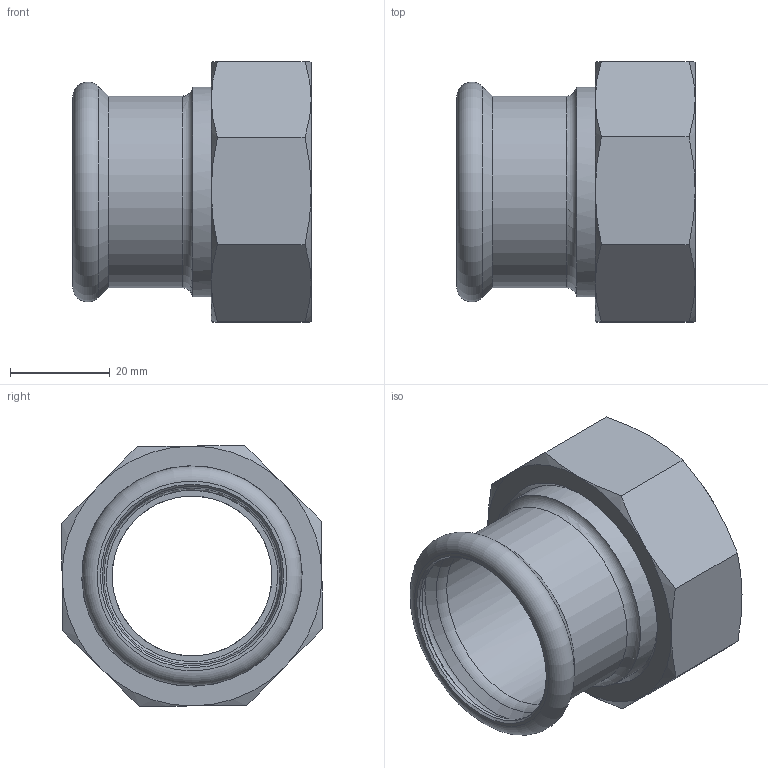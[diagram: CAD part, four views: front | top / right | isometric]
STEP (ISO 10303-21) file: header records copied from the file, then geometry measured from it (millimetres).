
FILE_DESCRIPTION(/* description */ (''),/* implementation_level */ '2;1');
FILE_NAME(/* name */ '45036.stp',/* time_stamp */ '2023-09-08T11:34:50+02:00',/* author */ ('JANAN'),/* organization */ (''),/* preprocessor_version */ 'ST-DEVELOPER v19.2',/* originating_system */ 'Autodesk Inventor 2023',/* authorisation */ '');
FILE_SCHEMA (('AUTOMOTIVE_DESIGN { 1 0 10303 214 3 1 1 }'));
Length unit declared in the file: millimetre
Products named in the file (1): tmpE6F1.tmp
Bounding box: 47.7 x 52.18 x 52.18 mm (x, y, z)
Volume: 26696.1 mm3; surface area: 20051.3 mm2
Topology: 3 solids, 3 shells, 56 faces, 114 edges, 66 vertices
Faces by surface type: cone 24, plane 16, cylinder 10, torus 6
Full cylindrical faces by diameter (mm): 32 x2, 35.3 x1, 35.9 x1, 38.4 x1, 42 x2, 42.1 x1, 44.5 x1, 45.05 x1
Entity records: 1568 total; most frequent: CARTESIAN_POINT 325, DIRECTION 252, ORIENTED_EDGE 228, EDGE_CURVE 114, AXIS2_PLACEMENT_3D 113, VERTEX_POINT 66, EDGE_LOOP 64, STYLED_ITEM 59
